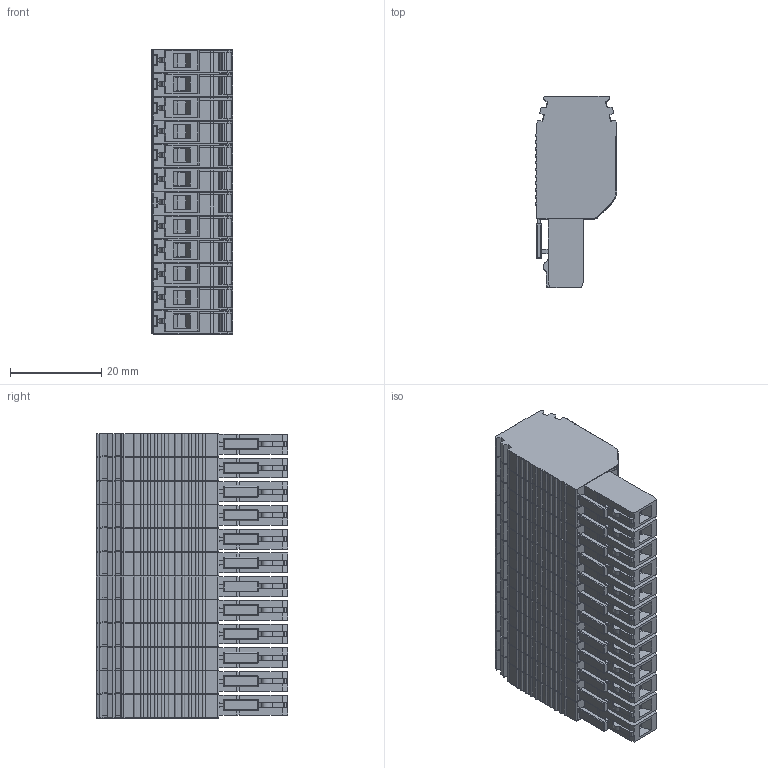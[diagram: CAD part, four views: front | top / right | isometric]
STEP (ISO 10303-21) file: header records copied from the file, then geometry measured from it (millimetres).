
FILE_DESCRIPTION (( 'STEP AP214' ), '1' );
FILE_NAME ('310209_SG_PT 2.5_12_Grey.STEP', '2017-09-27T05:12:53', ( '' ), ( '' ), 'SwSTEP 2.0', 'SolidWorks 2017', '' );
FILE_SCHEMA (( 'AUTOMOTIVE_DESIGN' ));
Length unit declared in the file: millimetre
Products named in the file (1): 310209_SG_PT 2.5_12_Grey
Bounding box: 17.82 x 41.9 x 62.4 mm (x, y, z)
Volume: 31692.7 mm3; surface area: 14121.7 mm2
Topology: 1 solids, 13 shells, 3371 faces, 9448 edges, 6067 vertices
Faces by surface type: plane 2386, cylinder 889, bspline 96
Entity records: 107838 total; most frequent: CARTESIAN_POINT 20303, ORIENTED_EDGE 18704, DIRECTION 17670, EDGE_CURVE 9352, VECTOR 7538, LINE 7538, VERTEX_POINT 6067, AXIS2_PLACEMENT_3D 5066
